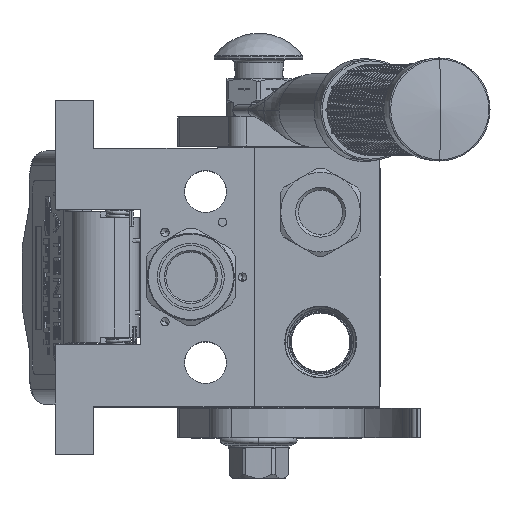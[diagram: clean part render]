
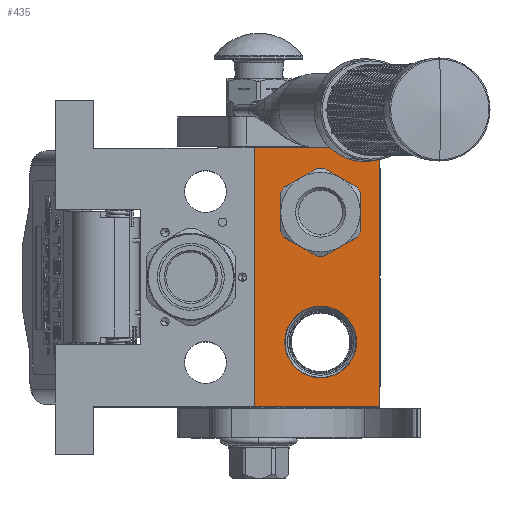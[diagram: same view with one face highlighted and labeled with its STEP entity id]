
A CAD part, top view. The second image highlights one B-rep face of the part: STEP entity #435.
In plain terms, the highlighted face is planar.
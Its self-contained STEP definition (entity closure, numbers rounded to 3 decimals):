
#435 = ADVANCED_FACE ( 'NONE', ( #202990, #75328, #38468 ), #92190, .T. ) ;
#1594 = VERTEX_POINT ( 'NONE', #66463 ) ;
#9563 = CIRCLE ( 'NONE', #178380, 12.15 ) ;
#10026 = CARTESIAN_POINT ( 'NONE',  ( -22., 8.9, -20. ) ) ;
#11267 = ORIENTED_EDGE ( 'NONE', *, *, #108002, .F. ) ;
#13681 = ORIENTED_EDGE ( 'NONE', *, *, #158065, .F. ) ;
#15564 = EDGE_CURVE ( 'NONE', #33506, #67289, #27024, .T. ) ;
#21455 = CARTESIAN_POINT ( 'NONE',  ( 44., 8.9, 0. ) ) ;
#21671 = LINE ( 'NONE', #21455, #191020 ) ;
#26757 = VERTEX_POINT ( 'NONE', #190952 ) ;
#27024 = CIRCLE ( 'NONE', #40286, 12.15 ) ;
#31131 = DIRECTION ( 'NONE',  ( 0., -1., 0. ) ) ;
#33506 = VERTEX_POINT ( 'NONE', #91236 ) ;
#35339 = VERTEX_POINT ( 'NONE', #132147 ) ;
#37952 = EDGE_LOOP ( 'NONE', ( #11267, #137443 ) ) ;
#38089 = CIRCLE ( 'NONE', #56523, 12.15 ) ;
#38138 = EDGE_LOOP ( 'NONE', ( #162429, #185735, #160838, #50313 ) ) ;
#38468 = FACE_OUTER_BOUND ( 'NONE', #38138, .T. ) ;
#38745 = AXIS2_PLACEMENT_3D ( 'NONE', #60593, #31131, #185382 ) ;
#39911 = CARTESIAN_POINT ( 'NONE',  ( -44., 8.9, -42.5 ) ) ;
#40286 = AXIS2_PLACEMENT_3D ( 'NONE', #132207, #55979, #117754 ) ;
#41074 = VECTOR ( 'NONE', #203135, 1000. ) ;
#42049 = CIRCLE ( 'NONE', #58794, 12.15 ) ;
#46141 = CARTESIAN_POINT ( 'NONE',  ( -44., 8.9, -42.5 ) ) ;
#49674 = VECTOR ( 'NONE', #119733, 1000. ) ;
#50313 = ORIENTED_EDGE ( 'NONE', *, *, #110281, .F. ) ;
#55979 = DIRECTION ( 'NONE',  ( 0., -1., 0. ) ) ;
#56523 = AXIS2_PLACEMENT_3D ( 'NONE', #10026, #165035, #148616 ) ;
#58794 = AXIS2_PLACEMENT_3D ( 'NONE', #73685, #167584, #90128 ) ;
#60593 = CARTESIAN_POINT ( 'NONE',  ( 0., 8.9, 0. ) ) ;
#61808 = ORIENTED_EDGE ( 'NONE', *, *, #96516, .F. ) ;
#66463 = CARTESIAN_POINT ( 'NONE',  ( -44., 8.9, 0. ) ) ;
#66866 = VERTEX_POINT ( 'NONE', #46141 ) ;
#67289 = VERTEX_POINT ( 'NONE', #187151 ) ;
#68615 = VERTEX_POINT ( 'NONE', #71531 ) ;
#71531 = CARTESIAN_POINT ( 'NONE',  ( 44., 8.9, -42.5 ) ) ;
#72327 = LINE ( 'NONE', #39911, #114046 ) ;
#72834 = DIRECTION ( 'NONE',  ( 0., -1., 0. ) ) ;
#73685 = CARTESIAN_POINT ( 'NONE',  ( -22., 8.9, -20. ) ) ;
#75328 = FACE_BOUND ( 'NONE', #173935, .T. ) ;
#78997 = CARTESIAN_POINT ( 'NONE',  ( -44., 8.9, 0. ) ) ;
#87282 = CARTESIAN_POINT ( 'NONE',  ( 22., 8.9, -20. ) ) ;
#90128 = DIRECTION ( 'NONE',  ( 0., 0., 1. ) ) ;
#91236 = CARTESIAN_POINT ( 'NONE',  ( 22., 8.9, -7.85 ) ) ;
#92190 = PLANE ( 'NONE',  #38745 ) ;
#96516 = EDGE_CURVE ( 'NONE', #35339, #26757, #42049, .T. ) ;
#100298 = DIRECTION ( 'NONE',  ( 0., 0., -1. ) ) ;
#108002 = EDGE_CURVE ( 'NONE', #67289, #33506, #9563, .T. ) ;
#110281 = EDGE_CURVE ( 'NONE', #1594, #190292, #151263, .T. ) ;
#114046 = VECTOR ( 'NONE', #197598, 1000. ) ;
#117370 = EDGE_CURVE ( 'NONE', #66866, #68615, #72327, .T. ) ;
#117754 = DIRECTION ( 'NONE',  ( 0., 0., 1. ) ) ;
#119733 = DIRECTION ( 'NONE',  ( 0., 0., -1. ) ) ;
#119854 = EDGE_CURVE ( 'NONE', #1594, #66866, #174811, .T. ) ;
#132147 = CARTESIAN_POINT ( 'NONE',  ( -22., 8.9, -7.85 ) ) ;
#132207 = CARTESIAN_POINT ( 'NONE',  ( 22., 8.9, -20. ) ) ;
#137443 = ORIENTED_EDGE ( 'NONE', *, *, #15564, .F. ) ;
#148616 = DIRECTION ( 'NONE',  ( 0., 0., -1. ) ) ;
#150323 = DIRECTION ( 'NONE',  ( 0., 0., -1. ) ) ;
#151263 = LINE ( 'NONE', #78997, #41074 ) ;
#158065 = EDGE_CURVE ( 'NONE', #26757, #35339, #38089, .T. ) ;
#160838 = ORIENTED_EDGE ( 'NONE', *, *, #185282, .F. ) ;
#162429 = ORIENTED_EDGE ( 'NONE', *, *, #119854, .T. ) ;
#165035 = DIRECTION ( 'NONE',  ( 0., -1., 0. ) ) ;
#167584 = DIRECTION ( 'NONE',  ( 0., -1., 0. ) ) ;
#173935 = EDGE_LOOP ( 'NONE', ( #13681, #61808 ) ) ;
#174811 = LINE ( 'NONE', #197203, #49674 ) ;
#178380 = AXIS2_PLACEMENT_3D ( 'NONE', #87282, #72834, #150323 ) ;
#184186 = CARTESIAN_POINT ( 'NONE',  ( 44., 8.9, 0. ) ) ;
#185282 = EDGE_CURVE ( 'NONE', #190292, #68615, #21671, .T. ) ;
#185382 = DIRECTION ( 'NONE',  ( 1., 0., 0. ) ) ;
#185735 = ORIENTED_EDGE ( 'NONE', *, *, #117370, .T. ) ;
#187151 = CARTESIAN_POINT ( 'NONE',  ( 22., 8.9, -32.15 ) ) ;
#190292 = VERTEX_POINT ( 'NONE', #184186 ) ;
#190952 = CARTESIAN_POINT ( 'NONE',  ( -22., 8.9, -32.15 ) ) ;
#191020 = VECTOR ( 'NONE', #100298, 1000. ) ;
#197203 = CARTESIAN_POINT ( 'NONE',  ( -44., 8.9, 0. ) ) ;
#197598 = DIRECTION ( 'NONE',  ( 1., 0., 0. ) ) ;
#202990 = FACE_BOUND ( 'NONE', #37952, .T. ) ;
#203135 = DIRECTION ( 'NONE',  ( 1., 0., 0. ) ) ;
